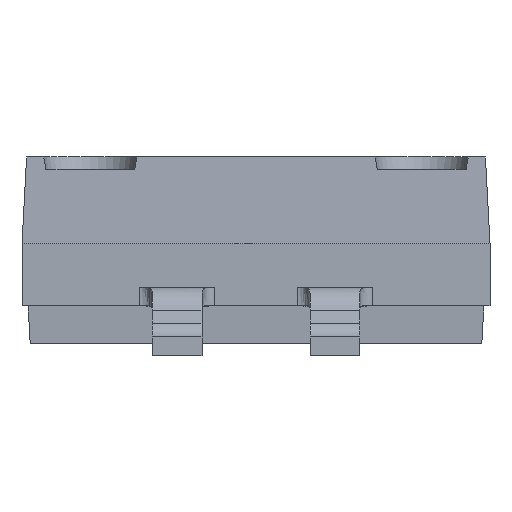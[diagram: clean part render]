
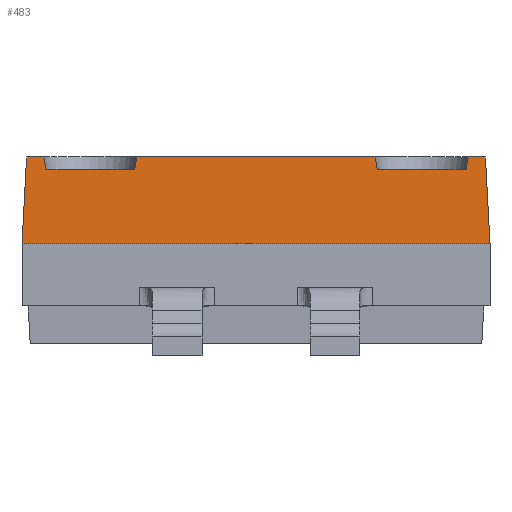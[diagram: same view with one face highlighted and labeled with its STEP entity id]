
A CAD part, front view. The second image highlights one B-rep face of the part: STEP entity #483.
In plain terms, the highlighted planar face has unit normal (0, -0.999, 0.052).
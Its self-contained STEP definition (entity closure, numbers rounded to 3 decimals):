
#483=ADVANCED_FACE('',(#2012),#2014,.T.);
#2012=FACE_BOUND('',#2013,.T.);
#2013=EDGE_LOOP('',(#3228,#3229,#3230,#3231,#3232,#3233,#3234,#3235,#3236,#3237,
#3238,#3239));
#2014=PLANE('',#2015);
#2015=AXIS2_PLACEMENT_3D('',#2016,#2017,#2018);
#2016=CARTESIAN_POINT('',(-1.885,-2.25,0.9));
#2017=DIRECTION('',(0.,-0.999,0.052));
#2018=DIRECTION('',(1.,0.,0.));
#3228=ORIENTED_EDGE('',*,*,#4009,.T.);
#3229=ORIENTED_EDGE('',*,*,#3911,.F.);
#3230=ORIENTED_EDGE('',*,*,#4010,.F.);
#3231=ORIENTED_EDGE('',*,*,#4011,.T.);
#3232=ORIENTED_EDGE('',*,*,#4012,.T.);
#3233=ORIENTED_EDGE('',*,*,#3899,.F.);
#3234=ORIENTED_EDGE('',*,*,#4013,.T.);
#3235=ORIENTED_EDGE('',*,*,#4014,.T.);
#3236=ORIENTED_EDGE('',*,*,#4015,.T.);
#3237=ORIENTED_EDGE('',*,*,#3895,.F.);
#3238=ORIENTED_EDGE('',*,*,#4008,.T.);
#3239=ORIENTED_EDGE('',*,*,#4016,.T.);
#3895=EDGE_CURVE('',#4319,#4321,#4322,.T.);
#3899=EDGE_CURVE('',#4327,#4329,#4330,.T.);
#3911=EDGE_CURVE('',#4351,#4353,#4354,.T.);
#4008=EDGE_CURVE('',#4319,#4520,#4522,.F.);
#4009=EDGE_CURVE('',#4523,#4353,#4524,.F.);
#4010=EDGE_CURVE('',#4525,#4351,#4526,.T.);
#4011=EDGE_CURVE('',#4525,#4527,#4528,.T.);
#4012=EDGE_CURVE('',#4527,#4329,#4529,.T.);
#4013=EDGE_CURVE('',#4327,#4530,#4531,.F.);
#4014=EDGE_CURVE('',#4530,#4532,#4533,.T.);
#4015=EDGE_CURVE('',#4532,#4321,#4534,.F.);
#4016=EDGE_CURVE('',#4520,#4523,#4535,.T.);
#4319=VERTEX_POINT('',#5035);
#4321=VERTEX_POINT('',#5039);
#4322=LINE('',#5040,#5041);
#4327=VERTEX_POINT('',#5052);
#4329=VERTEX_POINT('',#5056);
#4330=LINE('',#5057,#5058);
#4351=VERTEX_POINT('',#5102);
#4353=VERTEX_POINT('',#5106);
#4354=LINE('',#5107,#5108);
#4520=VERTEX_POINT('',#5492);
#4522=LINE('',#5496,#5497);
#4523=VERTEX_POINT('',#5499);
#4524=LINE('',#5500,#5501);
#4525=VERTEX_POINT('',#5503);
#4526=LINE('',#5504,#5505);
#4527=VERTEX_POINT('',#5507);
#4528=LINE('',#5508,#5509);
#4529=LINE('',#5511,#5512);
#4530=VERTEX_POINT('',#5514);
#4531=LINE('',#5515,#5516);
#4532=VERTEX_POINT('',#5518);
#4533=LINE('',#5519,#5520);
#4534=LINE('',#5522,#5523);
#4535=LINE('',#5525,#5526);
#5035=CARTESIAN_POINT('',(-0.96,-2.213,1.6));
#5039=CARTESIAN_POINT('',(0.96,-2.213,1.6));
#5040=CARTESIAN_POINT('',(-0.96,-2.213,1.6));
#5041=VECTOR('',#5042,1.);
#5042=DIRECTION('',(1.,0.,0.));
#5052=CARTESIAN_POINT('',(1.71,-2.213,1.6));
#5056=CARTESIAN_POINT('',(1.848,-2.213,1.6));
#5057=CARTESIAN_POINT('',(1.71,-2.213,1.6));
#5058=VECTOR('',#5059,1.);
#5059=DIRECTION('',(1.,0.,0.));
#5102=CARTESIAN_POINT('',(-1.848,-2.213,1.6));
#5106=CARTESIAN_POINT('',(-1.71,-2.213,1.6));
#5107=CARTESIAN_POINT('',(-1.848,-2.213,1.6));
#5108=VECTOR('',#5109,1.);
#5109=DIRECTION('',(1.,0.,0.));
#5492=CARTESIAN_POINT('',(-0.978,-2.219,1.5));
#5496=CARTESIAN_POINT('',(-0.978,-2.219,1.5));
#5497=VECTOR('',#5498,1.);
#5498=DIRECTION('',(0.173,0.052,0.983));
#5499=CARTESIAN_POINT('',(-1.692,-2.219,1.5));
#5500=CARTESIAN_POINT('',(-1.71,-2.213,1.6));
#5501=VECTOR('',#5502,1.);
#5502=DIRECTION('',(0.173,-0.052,-0.983));
#5503=CARTESIAN_POINT('',(-1.885,-2.25,0.9));
#5504=CARTESIAN_POINT('',(-1.885,-2.25,0.9));
#5505=VECTOR('',#5506,1.);
#5506=DIRECTION('',(0.052,0.052,0.997));
#5507=CARTESIAN_POINT('',(1.885,-2.25,0.9));
#5508=CARTESIAN_POINT('',(-1.885,-2.25,0.9));
#5509=VECTOR('',#5510,1.);
#5510=DIRECTION('',(1.,0.,0.));
#5511=CARTESIAN_POINT('',(1.885,-2.25,0.9));
#5512=VECTOR('',#5513,1.);
#5513=DIRECTION('',(-0.052,0.052,0.997));
#5514=CARTESIAN_POINT('',(1.692,-2.219,1.5));
#5515=CARTESIAN_POINT('',(1.692,-2.219,1.5));
#5516=VECTOR('',#5517,1.);
#5517=DIRECTION('',(0.173,0.052,0.983));
#5518=CARTESIAN_POINT('',(0.978,-2.219,1.5));
#5519=CARTESIAN_POINT('',(1.692,-2.219,1.5));
#5520=VECTOR('',#5521,1.);
#5521=DIRECTION('',(-1.,0.,0.));
#5522=CARTESIAN_POINT('',(0.96,-2.213,1.6));
#5523=VECTOR('',#5524,1.);
#5524=DIRECTION('',(0.173,-0.052,-0.983));
#5525=CARTESIAN_POINT('',(-0.978,-2.219,1.5));
#5526=VECTOR('',#5527,1.);
#5527=DIRECTION('',(-1.,0.,0.));
